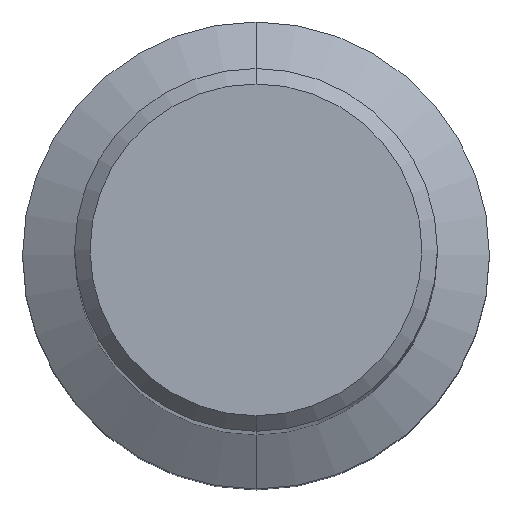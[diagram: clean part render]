
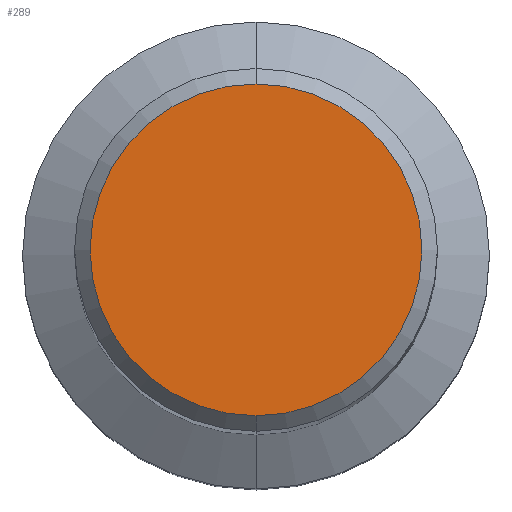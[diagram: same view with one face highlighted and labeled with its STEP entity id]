
A CAD part, top view. The second image highlights one B-rep face of the part: STEP entity #289.
In plain terms, the highlighted planar face has unit normal (0, 0, 1).
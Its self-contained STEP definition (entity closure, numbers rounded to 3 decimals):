
#289=ADVANCED_FACE('',(#688),#689,.T.);
#341=VERTEX_POINT('',#746);
#451=VERTEX_POINT('',#868);
#453=EDGE_CURVE('',#451,#341,#870,.T.);
#503=EDGE_CURVE('',#341,#451,#924,.T.);
#688=FACE_OUTER_BOUND('',#1185,.T.);
#689=PLANE('',#1186);
#746=CARTESIAN_POINT('',(0.0,4.264,0.0));
#868=CARTESIAN_POINT('',(0.,-4.264,0.0));
#870=CIRCLE('',#1518,4.264);
#924=CIRCLE('',#1625,4.264);
#1185=EDGE_LOOP('',(#1901,#1902));
#1186=AXIS2_PLACEMENT_3D('',#1903,#1904,#1905);
#1518=AXIS2_PLACEMENT_3D('',#2118,#2119,#2120);
#1625=AXIS2_PLACEMENT_3D('',#2185,#2186,#2187);
#1901=ORIENTED_EDGE('',*,*,#503,.F.);
#1902=ORIENTED_EDGE('',*,*,#453,.F.);
#1903=CARTESIAN_POINT('',(0.0,2.132,0.0));
#1904=DIRECTION('',(-0.0,0.0,1.0));
#1905=DIRECTION('',(0.0,-1.0,0.0));
#2118=CARTESIAN_POINT('',(0.0,0.0,0.0));
#2119=DIRECTION('',(0.0,0.0,-1.0));
#2120=DIRECTION('',(0.0,1.0,0.0));
#2185=CARTESIAN_POINT('',(0.0,0.0,0.0));
#2186=DIRECTION('',(0.0,0.0,-1.0));
#2187=DIRECTION('',(0.0,1.0,0.0));
